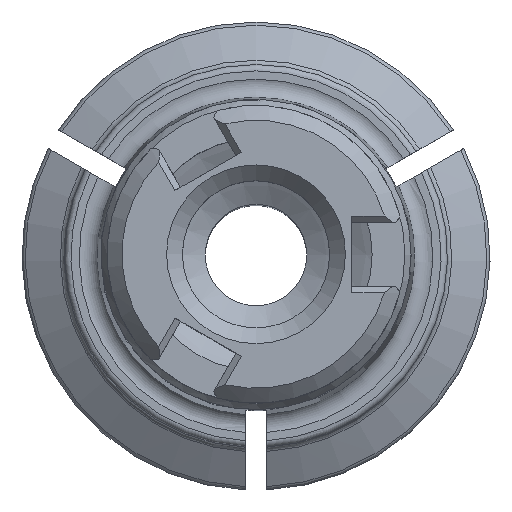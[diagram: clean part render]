
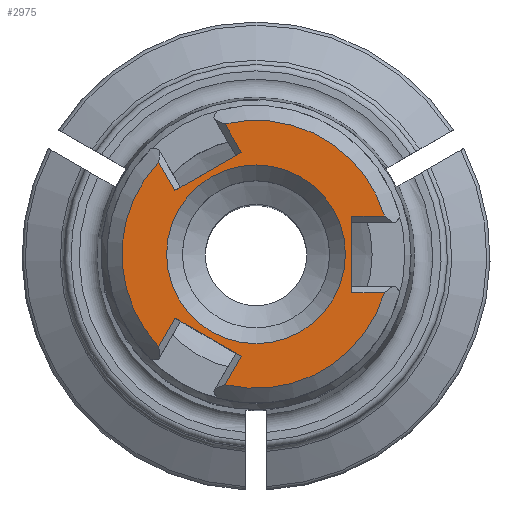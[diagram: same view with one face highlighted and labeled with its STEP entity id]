
A CAD part, top view. The second image highlights one B-rep face of the part: STEP entity #2975.
In plain terms, the highlighted planar face has unit normal (0, 0, 1).
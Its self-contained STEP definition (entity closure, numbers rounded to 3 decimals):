
#261=LINE('',#4501,#360);
#262=LINE('',#4504,#361);
#263=LINE('',#4508,#362);
#264=LINE('',#4510,#363);
#265=LINE('',#4512,#364);
#266=LINE('',#4516,#365);
#267=LINE('',#4518,#366);
#268=LINE('',#4520,#367);
#269=LINE('',#4524,#368);
#360=VECTOR('',#3566,1000.);
#361=VECTOR('',#3567,1000.);
#362=VECTOR('',#3570,1000.);
#363=VECTOR('',#3571,1000.);
#364=VECTOR('',#3572,1000.);
#365=VECTOR('',#3575,1000.);
#366=VECTOR('',#3576,1000.);
#367=VECTOR('',#3577,1000.);
#368=VECTOR('',#3580,1000.);
#771=ORIENTED_EDGE('',*,*,#1249,.F.);
#772=ORIENTED_EDGE('',*,*,#1250,.T.);
#773=ORIENTED_EDGE('',*,*,#1251,.T.);
#774=ORIENTED_EDGE('',*,*,#1252,.T.);
#775=ORIENTED_EDGE('',*,*,#1253,.T.);
#776=ORIENTED_EDGE('',*,*,#1254,.T.);
#777=ORIENTED_EDGE('',*,*,#1255,.T.);
#778=ORIENTED_EDGE('',*,*,#1256,.T.);
#779=ORIENTED_EDGE('',*,*,#1257,.T.);
#780=ORIENTED_EDGE('',*,*,#1258,.T.);
#781=ORIENTED_EDGE('',*,*,#1259,.T.);
#782=ORIENTED_EDGE('',*,*,#1260,.T.);
#783=ORIENTED_EDGE('',*,*,#1261,.T.);
#1249=EDGE_CURVE('',#1521,#1521,#1691,.T.);
#1250=EDGE_CURVE('',#1522,#1523,#261,.T.);
#1251=EDGE_CURVE('',#1523,#1524,#262,.T.);
#1252=EDGE_CURVE('',#1524,#1525,#1692,.T.);
#1253=EDGE_CURVE('',#1525,#1526,#263,.T.);
#1254=EDGE_CURVE('',#1526,#1527,#264,.T.);
#1255=EDGE_CURVE('',#1527,#1528,#265,.T.);
#1256=EDGE_CURVE('',#1528,#1529,#1693,.T.);
#1257=EDGE_CURVE('',#1529,#1530,#266,.T.);
#1258=EDGE_CURVE('',#1530,#1531,#267,.T.);
#1259=EDGE_CURVE('',#1531,#1532,#268,.T.);
#1260=EDGE_CURVE('',#1532,#1533,#1694,.T.);
#1261=EDGE_CURVE('',#1533,#1522,#269,.T.);
#1521=VERTEX_POINT('',#4500);
#1522=VERTEX_POINT('',#4502);
#1523=VERTEX_POINT('',#4503);
#1524=VERTEX_POINT('',#4505);
#1525=VERTEX_POINT('',#4507);
#1526=VERTEX_POINT('',#4509);
#1527=VERTEX_POINT('',#4511);
#1528=VERTEX_POINT('',#4513);
#1529=VERTEX_POINT('',#4515);
#1530=VERTEX_POINT('',#4517);
#1531=VERTEX_POINT('',#4519);
#1532=VERTEX_POINT('',#4521);
#1533=VERTEX_POINT('',#4523);
#1691=CIRCLE('',#3170,4.2);
#1692=CIRCLE('',#3171,6.3);
#1693=CIRCLE('',#3172,6.3);
#1694=CIRCLE('',#3173,6.3);
#1809=EDGE_LOOP('',(#771));
#1810=EDGE_LOOP('',(#772,#773,#774,#775,#776,#777,#778,#779,#780,#781,#782,
#783));
#1955=FACE_BOUND('',#1809,.T.);
#1956=FACE_BOUND('',#1810,.T.);
#2033=PLANE('',#3169);
#2975=ADVANCED_FACE('',(#1955,#1956),#2033,.T.);
#3169=AXIS2_PLACEMENT_3D('',#4498,#3562,#3563);
#3170=AXIS2_PLACEMENT_3D('',#4499,#3564,#3565);
#3171=AXIS2_PLACEMENT_3D('',#4506,#3568,#3569);
#3172=AXIS2_PLACEMENT_3D('',#4514,#3573,#3574);
#3173=AXIS2_PLACEMENT_3D('',#4522,#3578,#3579);
#3562=DIRECTION('',(0.,0.,1.));
#3563=DIRECTION('',(1.,0.,0.));
#3564=DIRECTION('',(0.,0.,1.));
#3565=DIRECTION('',(1.,0.,0.));
#3566=DIRECTION('',(0.866,-0.5,0.));
#3567=DIRECTION('',(-0.5,-0.866,0.));
#3568=DIRECTION('',(0.,0.,1.));
#3569=DIRECTION('',(1.,0.,0.));
#3570=DIRECTION('',(-1.,0.,0.));
#3571=DIRECTION('',(0.,1.,0.));
#3572=DIRECTION('',(1.,0.,0.));
#3573=DIRECTION('',(0.,0.,1.));
#3574=DIRECTION('',(1.,0.,0.));
#3575=DIRECTION('',(0.5,-0.866,0.));
#3576=DIRECTION('',(-0.866,-0.5,0.));
#3577=DIRECTION('',(-0.5,0.866,0.));
#3578=DIRECTION('',(0.,0.,1.));
#3579=DIRECTION('',(1.,0.,0.));
#3580=DIRECTION('',(0.5,0.866,0.));
#4498=CARTESIAN_POINT('',(0.,4.2,50.5));
#4499=CARTESIAN_POINT('',(0.,0.,50.5));
#4500=CARTESIAN_POINT('',(4.2,0.,50.5));
#4501=CARTESIAN_POINT('',(-3.549,-3.147,50.5));
#4502=CARTESIAN_POINT('',(-3.809,-2.997,50.5));
#4503=CARTESIAN_POINT('',(-0.691,-4.797,50.5));
#4504=CARTESIAN_POINT('',(3.377,2.25,50.5));
#4505=CARTESIAN_POINT('',(-1.46,-6.129,50.5));
#4506=CARTESIAN_POINT('',(0.,0.,50.5));
#4507=CARTESIAN_POINT('',(6.037,-1.8,50.5));
#4508=CARTESIAN_POINT('',(0.,-1.8,50.5));
#4509=CARTESIAN_POINT('',(4.5,-1.8,50.5));
#4510=CARTESIAN_POINT('',(4.5,-1.5,50.5));
#4511=CARTESIAN_POINT('',(4.5,1.8,50.5));
#4512=CARTESIAN_POINT('',(0.,1.8,50.5));
#4513=CARTESIAN_POINT('',(6.037,1.8,50.5));
#4514=CARTESIAN_POINT('',(0.,0.,50.5));
#4515=CARTESIAN_POINT('',(-1.46,6.129,50.5));
#4516=CARTESIAN_POINT('',(-0.26,4.05,50.5));
#4517=CARTESIAN_POINT('',(-0.691,4.797,50.5));
#4518=CARTESIAN_POINT('',(-0.951,4.647,50.5));
#4519=CARTESIAN_POINT('',(-3.809,2.997,50.5));
#4520=CARTESIAN_POINT('',(-3.377,2.25,50.5));
#4521=CARTESIAN_POINT('',(-4.578,4.329,50.5));
#4522=CARTESIAN_POINT('',(0.,0.,50.5));
#4523=CARTESIAN_POINT('',(-4.578,-4.329,50.5));
#4524=CARTESIAN_POINT('',(0.26,4.05,50.5));
